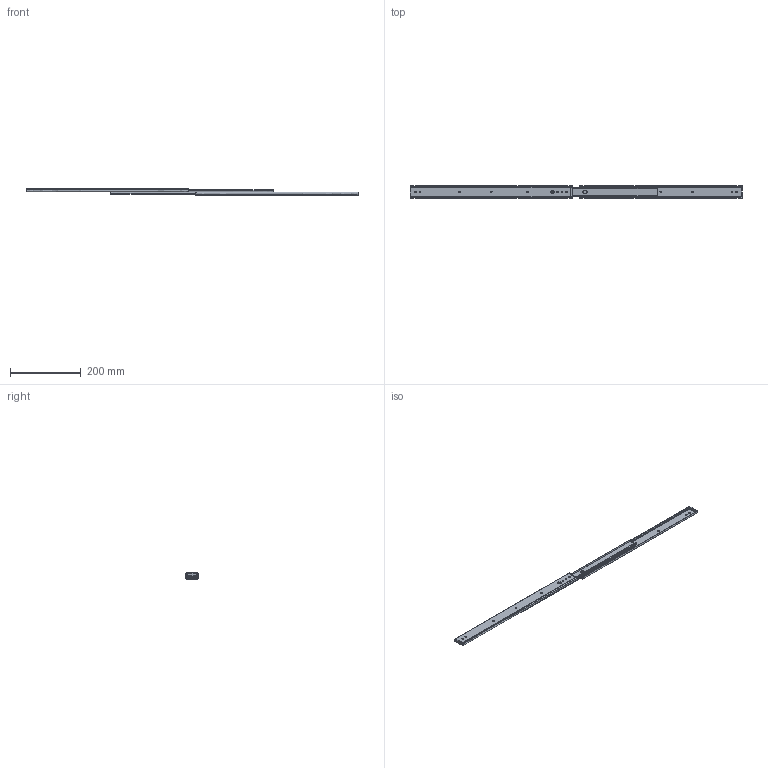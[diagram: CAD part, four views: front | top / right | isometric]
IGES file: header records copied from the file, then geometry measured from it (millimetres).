
Start section: ------------------------------------------------------------------------
Global section: file name: PC3949.16760.TM_358_18_5121.igs; native system: spGate; preprocessor: ver20.6.3 (****-****-****-****); author: Unknown; organization: Unknown; date: 260216.133910; units: millimetre
Bounding box: 936.2 x 35.29 x 19.2 mm (x, y, z)
Volume: 113419.3 mm3; surface area: 130714 mm2
Topology: 3 solids, 3 shells, 272 faces, 794 edges, 524 vertices
Faces by surface type: bspline 272
